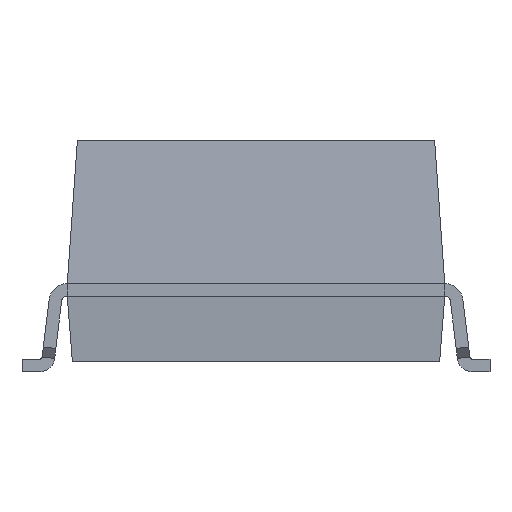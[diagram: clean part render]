
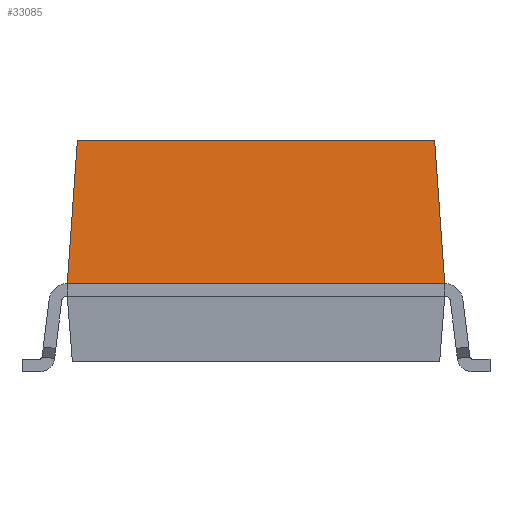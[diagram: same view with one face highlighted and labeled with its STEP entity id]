
A CAD part, front view. The second image highlights one B-rep face of the part: STEP entity #33085.
In plain terms, the highlighted planar face has unit normal (0, -0.998, 0.07).
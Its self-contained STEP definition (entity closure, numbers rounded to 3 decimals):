
#1205=FACE_OUTER_BOUND($,#2953,.T.);
#2953=EDGE_LOOP($,(#25849,#25850,#25851,#25852));
#5769=LINE($,#48300,#10379);
#5929=LINE($,#48622,#10539);
#6223=LINE($,#49219,#10833);
#6238=LINE($,#49250,#10848);
#10379=VECTOR($,#39285,7.1);
#10539=VECTOR($,#39497,2.864);
#10833=VECTOR($,#40061,2.864);
#10848=VECTOR($,#40092,7.5);
#14362=VERTEX_POINT($,#48298);
#14363=VERTEX_POINT($,#48299);
#14461=VERTEX_POINT($,#48499);
#14658=VERTEX_POINT($,#49171);
#18199=EDGE_CURVE($,#14362,#14363,#5769,.T.);
#18359=EDGE_CURVE($,#14461,#14362,#5929,.T.);
#18653=EDGE_CURVE($,#14658,#14363,#6223,.T.);
#18668=EDGE_CURVE($,#14461,#14658,#6238,.T.);
#25849=ORIENTED_EDGE($,*,*,#18668,.T.);
#25850=ORIENTED_EDGE($,*,*,#18653,.T.);
#25851=ORIENTED_EDGE($,*,*,#18199,.F.);
#25852=ORIENTED_EDGE($,*,*,#18359,.F.);
#31439=PLANE($,#34933);
#33085=ADVANCED_FACE($,(#1205),#31439,.T.);
#34933=AXIS2_PLACEMENT_3D($,#49249,#40090,#40091);
#39285=DIRECTION($,(1.,0.,0.));
#39497=DIRECTION($,(0.07,0.07,0.995));
#40061=DIRECTION($,(-0.07,0.07,0.995));
#40090=DIRECTION('center_axis',(0.,-0.998,
0.07));
#40091=DIRECTION('ref_axis',(0.,-0.07,
-0.998));
#40092=DIRECTION($,(1.,0.,0.));
#48298=CARTESIAN_POINT('',(-3.55,-11.18,4.6));
#48299=CARTESIAN_POINT('',(3.55,-11.18,4.6));
#48300=CARTESIAN_POINT($,(3.55,-11.18,4.6));
#48499=CARTESIAN_POINT('',(-3.75,-11.38,1.75));
#48622=CARTESIAN_POINT($,(-3.75,-11.38,1.75));
#49171=CARTESIAN_POINT('',(3.75,-11.38,1.75));
#49219=CARTESIAN_POINT($,(3.75,-11.38,1.75));
#49249=CARTESIAN_POINT('Origin',(0.,-11.28,3.175));
#49250=CARTESIAN_POINT($,(0.,-11.38,1.75));
